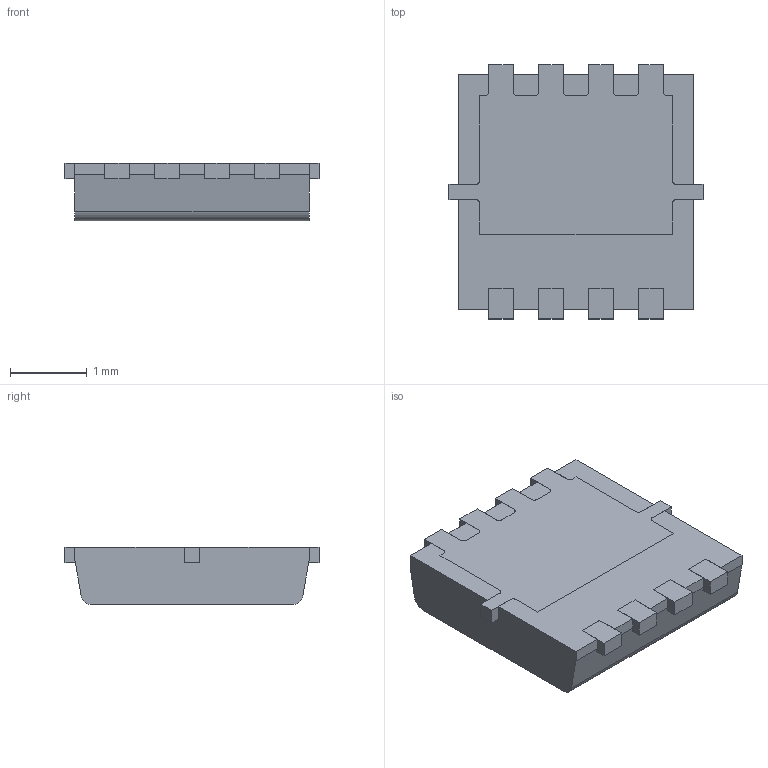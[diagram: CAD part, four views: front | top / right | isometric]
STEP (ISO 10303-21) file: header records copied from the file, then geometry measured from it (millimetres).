
FILE_DESCRIPTION(/* description */ ('Unknown'),/* implementation_level */ '2;1');
FILE_NAME(/* name */ 'PowerDI3333-8L',/* time_stamp */ '2020-11-10T13:41:35+08:00',/* author */ ('Unknown'),/* organization */ ('Unknown'),/* preprocessor_version */ 'ST-DEVELOPER v16.7',/* originating_system */ 'DEX',/* authorisation */ $);
FILE_SCHEMA (('AUTOMOTIVE_DESIGN {1 0 10303 214 3 1 1}'));
Length unit declared in the file: millimetre
Products named in the file (3): PowerDI3333-8L; Mold; LDF
Assembly tree (2 placements, depth 2):
  PowerDI3333-8L
    Mold
    LDF
Bounding box: 3.3 x 3.3 x 0.75 mm (x, y, z)
Volume: 6.8 mm3; surface area: 44.1 mm2
Topology: 6 solids, 6 shells, 140 faces, 384 edges, 256 vertices
Faces by surface type: plane 114, cylinder 26
Entity records: 4958 total; most frequent: CARTESIAN_POINT 921, ORIENTED_EDGE 768, DIRECTION 664, EDGE_CURVE 384, LINE 298, VECTOR 298, VERTEX_POINT 256, AXIS2_PLACEMENT_3D 183
